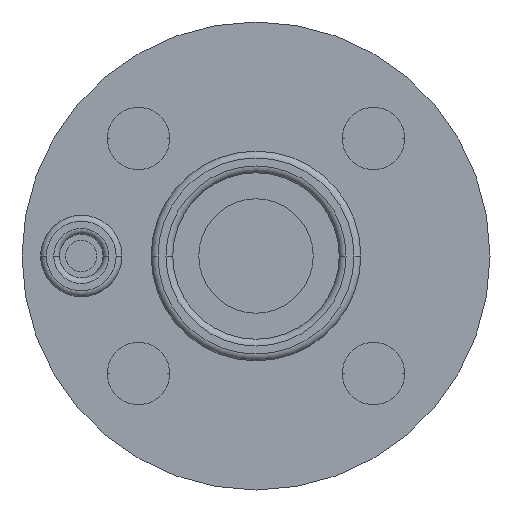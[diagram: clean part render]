
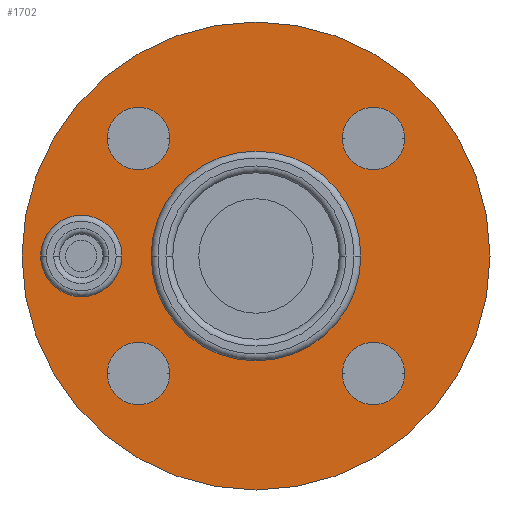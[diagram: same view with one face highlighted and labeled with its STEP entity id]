
A CAD part, front view. The second image highlights one B-rep face of the part: STEP entity #1702.
In plain terms, the highlighted planar face has unit normal (0, -1, 0).
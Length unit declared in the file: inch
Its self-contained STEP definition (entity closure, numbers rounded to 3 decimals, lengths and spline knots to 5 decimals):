
#226=CARTESIAN_POINT('',(0.44488,0.,0.44488));
#227=DIRECTION('',(0.,-1.,0.));
#228=DIRECTION('',(-1.,0.,0.));
#229=AXIS2_PLACEMENT_3D('',#226,#227,#228);
#234=CARTESIAN_POINT('',(0.44488,0.,0.44488));
#235=DIRECTION('',(0.,-1.,0.));
#236=DIRECTION('',(1.,0.,0.));
#237=AXIS2_PLACEMENT_3D('',#234,#235,#236);
#242=CARTESIAN_POINT('',(-0.44488,0.,0.44488));
#243=DIRECTION('',(0.,-1.,0.));
#244=DIRECTION('',(-1.,0.,0.));
#245=AXIS2_PLACEMENT_3D('',#242,#243,#244);
#250=CARTESIAN_POINT('',(-0.44488,0.,0.44488));
#251=DIRECTION('',(0.,-1.,0.));
#252=DIRECTION('',(1.,0.,0.));
#253=AXIS2_PLACEMENT_3D('',#250,#251,#252);
#258=CARTESIAN_POINT('',(0.44488,0.,-0.44488));
#259=DIRECTION('',(0.,-1.,0.));
#260=DIRECTION('',(-1.,0.,0.));
#261=AXIS2_PLACEMENT_3D('',#258,#259,#260);
#266=CARTESIAN_POINT('',(0.44488,0.,-0.44488));
#267=DIRECTION('',(0.,-1.,0.));
#268=DIRECTION('',(1.,0.,0.));
#269=AXIS2_PLACEMENT_3D('',#266,#267,#268);
#274=CARTESIAN_POINT('',(-0.44488,0.,-0.44488));
#275=DIRECTION('',(0.,-1.,0.));
#276=DIRECTION('',(-1.,0.,0.));
#277=AXIS2_PLACEMENT_3D('',#274,#275,#276);
#282=CARTESIAN_POINT('',(-0.44488,0.,-0.44488));
#283=DIRECTION('',(0.,-1.,0.));
#284=DIRECTION('',(1.,0.,0.));
#285=AXIS2_PLACEMENT_3D('',#282,#283,#284);
#306=CARTESIAN_POINT('',(-0.66142,0.,0.));
#307=DIRECTION('',(0.,1.,0.));
#308=DIRECTION('',(1.,0.,0.));
#309=AXIS2_PLACEMENT_3D('',#306,#307,#308);
#314=CARTESIAN_POINT('',(-0.66142,0.,0.));
#315=DIRECTION('',(0.,1.,0.));
#316=DIRECTION('',(-1.,0.,0.));
#317=AXIS2_PLACEMENT_3D('',#314,#315,#316);
#322=CARTESIAN_POINT('',(0.,0.,0.));
#323=DIRECTION('',(0.,1.,0.));
#324=DIRECTION('',(-1.,0.,0.));
#325=AXIS2_PLACEMENT_3D('',#322,#323,#324);
#330=CARTESIAN_POINT('',(0.,0.,0.));
#331=DIRECTION('',(0.,1.,0.));
#332=DIRECTION('',(1.,0.,0.));
#333=AXIS2_PLACEMENT_3D('',#330,#331,#332);
#354=CARTESIAN_POINT('',(0.,0.,0.));
#355=DIRECTION('',(0.,1.,0.));
#356=DIRECTION('',(1.,0.,0.));
#357=AXIS2_PLACEMENT_3D('',#354,#355,#356);
#369=CARTESIAN_POINT('',(0.,0.,0.));
#370=DIRECTION('',(0.,-1.,0.));
#371=DIRECTION('',(1.,0.,0.));
#372=AXIS2_PLACEMENT_3D('',#369,#370,#371);
#1415=CARTESIAN_POINT('',(0.88583,0.,0.));
#1417=VERTEX_POINT('',#1415);
#1441=CARTESIAN_POINT('',(-0.88583,0.,0.));
#1443=VERTEX_POINT('',#1441);
#1481=CARTESIAN_POINT('',(0.32677,0.,0.44488));
#1482=CARTESIAN_POINT('',(0.56299,0.,0.44488));
#1483=VERTEX_POINT('',#1481);
#1484=VERTEX_POINT('',#1482);
#1495=CARTESIAN_POINT('',(-0.56299,0.,0.44488));
#1496=VERTEX_POINT('',#1495);
#1497=CARTESIAN_POINT('',(-0.32677,0.,0.44488));
#1498=VERTEX_POINT('',#1497);
#1509=CARTESIAN_POINT('',(0.32677,0.,-0.44488));
#1510=VERTEX_POINT('',#1509);
#1511=CARTESIAN_POINT('',(0.56299,0.,-0.44488));
#1512=VERTEX_POINT('',#1511);
#1523=CARTESIAN_POINT('',(-0.56299,0.,-0.44488));
#1524=VERTEX_POINT('',#1523);
#1525=CARTESIAN_POINT('',(-0.32677,0.,-0.44488));
#1526=VERTEX_POINT('',#1525);
#1539=CARTESIAN_POINT('',(-0.52953,0.,0.));
#1540=CARTESIAN_POINT('',(-0.79331,0.,0.));
#1541=VERTEX_POINT('',#1539);
#1542=VERTEX_POINT('',#1540);
#1563=CARTESIAN_POINT('',(-0.37096,0.,0.));
#1564=CARTESIAN_POINT('',(0.37096,0.,0.));
#1565=VERTEX_POINT('',#1563);
#1566=VERTEX_POINT('',#1564);
#1655=CARTESIAN_POINT('',(0.,0.,0.));
#1656=DIRECTION('',(0.,1.,0.));
#1657=DIRECTION('',(1.,0.,0.));
#1658=AXIS2_PLACEMENT_3D('',#1655,#1656,#1657);
#1659=PLANE('',#1658);
#1661=ORIENTED_EDGE('',*,*,#1660,.T.);
#1663=ORIENTED_EDGE('',*,*,#1662,.F.);
#1664=EDGE_LOOP('',(#1661,#1663));
#1665=FACE_OUTER_BOUND('',#1664,.F.);
#1667=ORIENTED_EDGE('',*,*,#1666,.T.);
#1669=ORIENTED_EDGE('',*,*,#1668,.T.);
#1670=EDGE_LOOP('',(#1667,#1669));
#1671=FACE_BOUND('',#1670,.F.);
#1673=ORIENTED_EDGE('',*,*,#1672,.T.);
#1675=ORIENTED_EDGE('',*,*,#1674,.T.);
#1676=EDGE_LOOP('',(#1673,#1675));
#1677=FACE_BOUND('',#1676,.F.);
#1679=ORIENTED_EDGE('',*,*,#1678,.T.);
#1681=ORIENTED_EDGE('',*,*,#1680,.T.);
#1682=EDGE_LOOP('',(#1679,#1681));
#1683=FACE_BOUND('',#1682,.F.);
#1685=ORIENTED_EDGE('',*,*,#1684,.T.);
#1687=ORIENTED_EDGE('',*,*,#1686,.T.);
#1688=EDGE_LOOP('',(#1685,#1687));
#1689=FACE_BOUND('',#1688,.F.);
#1691=ORIENTED_EDGE('',*,*,#1690,.F.);
#1693=ORIENTED_EDGE('',*,*,#1692,.F.);
#1694=EDGE_LOOP('',(#1691,#1693));
#1695=FACE_BOUND('',#1694,.F.);
#1697=ORIENTED_EDGE('',*,*,#1696,.F.);
#1699=ORIENTED_EDGE('',*,*,#1698,.F.);
#1700=EDGE_LOOP('',(#1697,#1699));
#1701=FACE_BOUND('',#1700,.F.);
#230=CIRCLE('',#229,0.11811);
#238=CIRCLE('',#237,0.11811);
#246=CIRCLE('',#245,0.11811);
#254=CIRCLE('',#253,0.11811);
#262=CIRCLE('',#261,0.11811);
#270=CIRCLE('',#269,0.11811);
#278=CIRCLE('',#277,0.11811);
#286=CIRCLE('',#285,0.11811);
#310=CIRCLE('',#309,0.13189);
#318=CIRCLE('',#317,0.13189);
#326=CIRCLE('',#325,0.37096);
#334=CIRCLE('',#333,0.37096);
#358=CIRCLE('',#357,0.88583);
#373=CIRCLE('',#372,0.88583);
#1660=EDGE_CURVE('',#1417,#1443,#358,.T.);
#1662=EDGE_CURVE('',#1417,#1443,#373,.T.);
#1666=EDGE_CURVE('',#1483,#1484,#230,.T.);
#1668=EDGE_CURVE('',#1484,#1483,#238,.T.);
#1672=EDGE_CURVE('',#1496,#1498,#246,.T.);
#1674=EDGE_CURVE('',#1498,#1496,#254,.T.);
#1678=EDGE_CURVE('',#1510,#1512,#262,.T.);
#1680=EDGE_CURVE('',#1512,#1510,#270,.T.);
#1684=EDGE_CURVE('',#1524,#1526,#278,.T.);
#1686=EDGE_CURVE('',#1526,#1524,#286,.T.);
#1690=EDGE_CURVE('',#1541,#1542,#310,.T.);
#1692=EDGE_CURVE('',#1542,#1541,#318,.T.);
#1696=EDGE_CURVE('',#1565,#1566,#326,.T.);
#1698=EDGE_CURVE('',#1566,#1565,#334,.T.);
#1702=ADVANCED_FACE('',(#1665,#1671,#1677,#1683,#1689,#1695,#1701),#1659,.F.);
